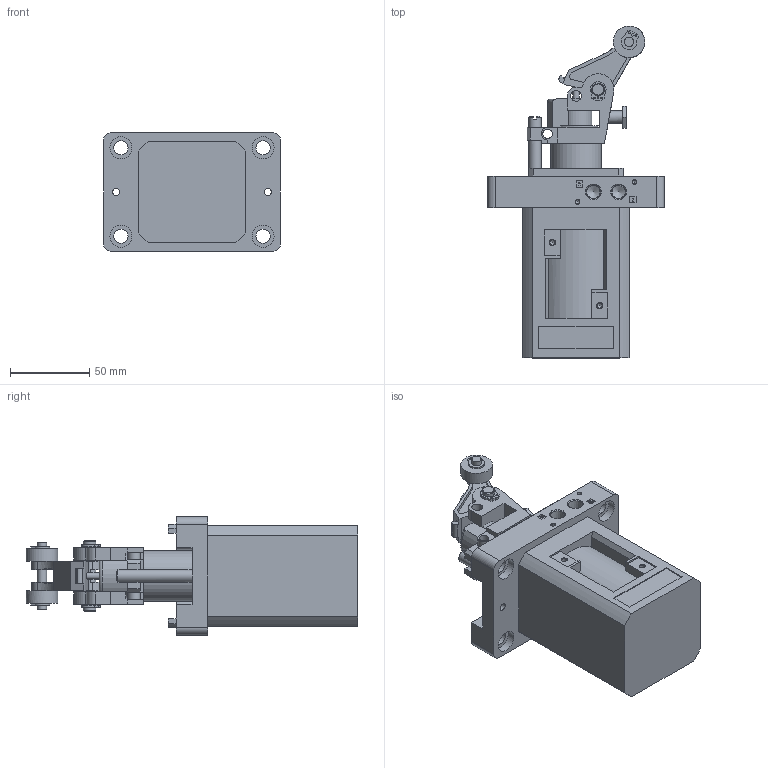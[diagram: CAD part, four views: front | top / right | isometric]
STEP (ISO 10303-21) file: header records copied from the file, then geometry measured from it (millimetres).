
FILE_DESCRIPTION( ( 'STEP AP203' ), '1' );
FILE_NAME( 'MSBD-50-30-L_(0_1).stp', '2020-06-11T11:13:18', ( 'License CC BY-ND 4.0' ), ( 'CADENAS' ), ' ', 'PARTsolutions', ' ' );
FILE_SCHEMA( ( 'CONFIG_CONTROL_DESIGN' ) );
Length unit declared in the file: millimetre
Products named in the file (6): MSBD-50-30-L_(0_1); _MSBD-50-30_(b); _MSBD-50-30_(f); _MSBD-50-30_(r); _MSBD-50-30_(ro); _MSBD-50-30-L_(absorber)
Assembly tree (5 placements, depth 2):
  MSBD-50-30-L_(0_1)
    _MSBD-50-30_(b)
    _MSBD-50-30_(f)
    _MSBD-50-30_(r)
    _MSBD-50-30_(ro)
    _MSBD-50-30-L_(absorber)
Bounding box: 112 x 210.04 x 75 mm (x, y, z)
Volume: 512559.1 mm3; surface area: 116702.7 mm2
Topology: 5 solids, 5 shells, 482 faces, 1268 edges, 836 vertices
Faces by surface type: plane 277, cylinder 171, cone 30, torus 3, sphere 1
Full cylindrical faces by diameter (mm): 1.13 x8, 2.459 x4, 3.242 x4, 4 x1, 4.134 x2, 4.5 x2, 6 x4, 6.8 x2, 8 x9, 8.5 x2, 9 x4, 14 x8, 20 x2, 32 x3, 50 x2
Entity records: 14610 total; most frequent: CARTESIAN_POINT 2564, DIRECTION 2513, ORIENTED_EDGE 2300, EDGE_CURVE 1150, AXIS2_PLACEMENT_3D 884, VERTEX_POINT 819, LINE 745, VECTOR 745
